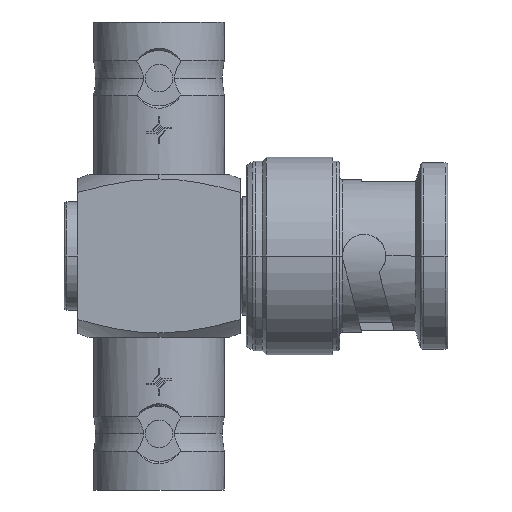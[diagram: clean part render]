
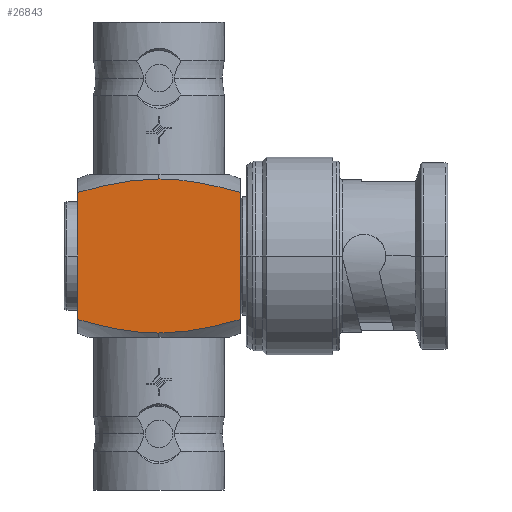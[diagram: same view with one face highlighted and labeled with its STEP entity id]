
A CAD part, left-side view. The second image highlights one B-rep face of the part: STEP entity #26843.
In plain terms, the highlighted planar face has unit normal (-1, 0, 0).
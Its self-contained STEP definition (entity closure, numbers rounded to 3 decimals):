
#77 = EDGE_LOOP ( 'NONE', ( #30656, #30657, #30658, #30659, #30660, #30661 ) ) ;
#6509 = PLANE ( 'NONE',  #8502 ) ;
#6517 = CARTESIAN_POINT ( 'NONE',  ( -6., -6., -12. ) ) ;
#6518 = DIRECTION ( 'NONE',  ( -1., 0., 0. ) ) ;
#6519 = DIRECTION ( 'NONE',  ( 0., 0., 1. ) ) ;
#7077 = CARTESIAN_POINT ( 'NONE',  ( -6., 1.011, -0.329 ) ) ;
#7082 = CARTESIAN_POINT ( 'NONE',  ( -6., 0.504, -0.303 ) ) ;
#7084 = CARTESIAN_POINT ( 'NONE',  ( -6., 0., -0.303 ) ) ;
#7085 = CARTESIAN_POINT ( 'NONE',  ( -6., 2.026, -0.43 ) ) ;
#7086 = CARTESIAN_POINT ( 'NONE',  ( -6., 2.537, -0.505 ) ) ;
#7087 = CARTESIAN_POINT ( 'NONE',  ( -6., 4.045, -0.78 ) ) ;
#7088 = CARTESIAN_POINT ( 'NONE',  ( -6., 5.027, -1.029 ) ) ;
#7089 = CARTESIAN_POINT ( 'NONE',  ( -6., 6., -1.307 ) ) ;
#7118 = CARTESIAN_POINT ( 'NONE',  ( -6., 6., -10.693 ) ) ;
#7125 = CARTESIAN_POINT ( 'NONE',  ( -6., 5.027, -10.971 ) ) ;
#7139 = CARTESIAN_POINT ( 'NONE',  ( -6., 4.045, -11.22 ) ) ;
#7140 = CARTESIAN_POINT ( 'NONE',  ( -6., 2.537, -11.495 ) ) ;
#7141 = CARTESIAN_POINT ( 'NONE',  ( -6., 2.026, -11.57 ) ) ;
#7142 = CARTESIAN_POINT ( 'NONE',  ( -6., 1.011, -11.671 ) ) ;
#7143 = CARTESIAN_POINT ( 'NONE',  ( -6., 0.504, -11.697 ) ) ;
#7144 = CARTESIAN_POINT ( 'NONE',  ( -6., 0., -11.697 ) ) ;
#8173 = FACE_OUTER_BOUND ( 'NONE', #77, .T. ) ;
#8502 = AXIS2_PLACEMENT_3D ( 'NONE', #6517, #6518, #6519 ) ;
#9683 = B_SPLINE_CURVE_WITH_KNOTS ( 'NONE', 3,
 ( #14276, #14277, #14283, #14285, #14287, #14289 ),
 .UNSPECIFIED., .F., .F.,
 ( 4, 2, 4 ),
 ( 0.006, 0.009, 0.012 ),
 .UNSPECIFIED. ) ;
#9696 = B_SPLINE_CURVE_WITH_KNOTS ( 'NONE', 3,
 ( #14326, #14324, #14342, #14343, #14344, #14345 ),
 .UNSPECIFIED., .F., .F.,
 ( 4, 2, 4 ),
 ( 0.025, 0.028, 0.031 ),
 .UNSPECIFIED. ) ;
#11170 = CARTESIAN_POINT ( 'NONE',  ( -6., -6., -1.307 ) ) ;
#11174 = CARTESIAN_POINT ( 'NONE',  ( -6., -6., -10.693 ) ) ;
#14276 = CARTESIAN_POINT ( 'NONE',  ( -6., -6., -1.307 ) ) ;
#14277 = CARTESIAN_POINT ( 'NONE',  ( -6., -5.016, -1.026 ) ) ;
#14283 = CARTESIAN_POINT ( 'NONE',  ( -6., -4.018, -0.774 ) ) ;
#14285 = CARTESIAN_POINT ( 'NONE',  ( -6., -2.018, -0.411 ) ) ;
#14287 = CARTESIAN_POINT ( 'NONE',  ( -6., -1.012, -0.303 ) ) ;
#14289 = CARTESIAN_POINT ( 'NONE',  ( -6., 0., -0.303 ) ) ;
#14324 = CARTESIAN_POINT ( 'NONE',  ( -6., -1.012, -11.697 ) ) ;
#14326 = CARTESIAN_POINT ( 'NONE',  ( -6., 0., -11.697 ) ) ;
#14340 = CARTESIAN_POINT ( 'NONE',  ( -6., 6., 0. ) ) ;
#14342 = CARTESIAN_POINT ( 'NONE',  ( -6., -2.018, -11.589 ) ) ;
#14343 = CARTESIAN_POINT ( 'NONE',  ( -6., -4.018, -11.226 ) ) ;
#14344 = CARTESIAN_POINT ( 'NONE',  ( -6., -5.016, -10.974 ) ) ;
#14345 = CARTESIAN_POINT ( 'NONE',  ( -6., -6., -10.693 ) ) ;
#14347 = CARTESIAN_POINT ( 'NONE',  ( -6., -6., 0. ) ) ;
#14350 = DIRECTION ( 'NONE',  ( 0., 0., -1. ) ) ;
#14351 = DIRECTION ( 'NONE',  ( 0., 0., 1. ) ) ;
#15079 = LINE ( 'NONE', #14347, #15080 ) ;
#15080 = VECTOR ( 'NONE', #14350, 1000. ) ;
#15082 = LINE ( 'NONE', #14340, #15083 ) ;
#15083 = VECTOR ( 'NONE', #14351, 1000. ) ;
#16942 = B_SPLINE_CURVE_WITH_KNOTS ( 'NONE', 3,
 ( #7084, #7082, #7077, #7085, #7086, #7087, #7088, #7089 ),
 .UNSPECIFIED., .F., .F.,
 ( 4, 2, 2, 4 ),
 ( 0.012, 0.014, 0.015, 0.019 ),
 .UNSPECIFIED. ) ;
#16947 = B_SPLINE_CURVE_WITH_KNOTS ( 'NONE', 3,
 ( #7118, #7125, #7139, #7140, #7141, #7142, #7143, #7144 ),
 .UNSPECIFIED., .F., .F.,
 ( 4, 2, 2, 4 ),
 ( 0.019, 0.022, 0.024, 0.025 ),
 .UNSPECIFIED. ) ;
#23846 = CARTESIAN_POINT ( 'NONE',  ( -6., 6., -1.307 ) ) ;
#23862 = CARTESIAN_POINT ( 'NONE',  ( -6., 0., -0.303 ) ) ;
#23935 = CARTESIAN_POINT ( 'NONE',  ( -6., 0., -11.697 ) ) ;
#23955 = CARTESIAN_POINT ( 'NONE',  ( -6., 6., -10.693 ) ) ;
#26843 = ADVANCED_FACE ( 'NONE', ( #8173 ), #6509, .T. ) ;
#27461 = EDGE_CURVE ( 'NONE', #35724, #35708, #16942, .T. ) ;
#27469 = EDGE_CURVE ( 'NONE', #35817, #35797, #16947, .T. ) ;
#29464 = VERTEX_POINT ( 'NONE', #11170 ) ;
#29468 = VERTEX_POINT ( 'NONE', #11174 ) ;
#29846 = EDGE_CURVE ( 'NONE', #29464, #35724, #9683, .T. ) ;
#29852 = EDGE_CURVE ( 'NONE', #35797, #29468, #9696, .T. ) ;
#29853 = EDGE_CURVE ( 'NONE', #29464, #29468, #15079, .T. ) ;
#29854 = EDGE_CURVE ( 'NONE', #35817, #35708, #15082, .T. ) ;
#30656 = ORIENTED_EDGE ( 'NONE', *, *, #29853, .F. ) ;
#30657 = ORIENTED_EDGE ( 'NONE', *, *, #29846, .T. ) ;
#30658 = ORIENTED_EDGE ( 'NONE', *, *, #27461, .T. ) ;
#30659 = ORIENTED_EDGE ( 'NONE', *, *, #29854, .F. ) ;
#30660 = ORIENTED_EDGE ( 'NONE', *, *, #27469, .T. ) ;
#30661 = ORIENTED_EDGE ( 'NONE', *, *, #29852, .T. ) ;
#35708 = VERTEX_POINT ( 'NONE', #23846 ) ;
#35724 = VERTEX_POINT ( 'NONE', #23862 ) ;
#35797 = VERTEX_POINT ( 'NONE', #23935 ) ;
#35817 = VERTEX_POINT ( 'NONE', #23955 ) ;
